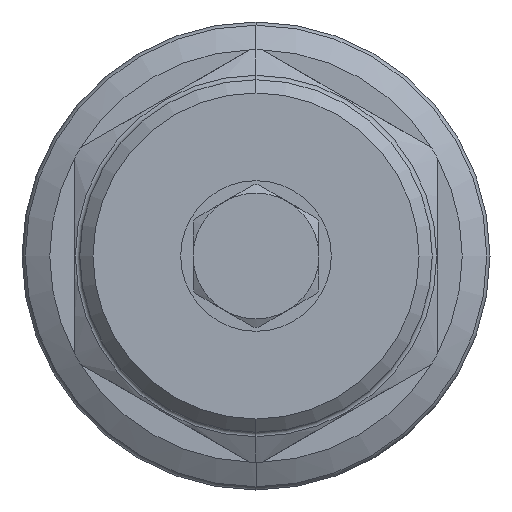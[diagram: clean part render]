
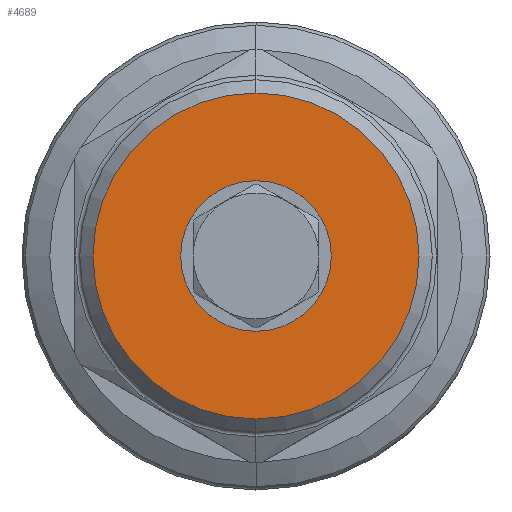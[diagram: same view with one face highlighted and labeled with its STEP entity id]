
A CAD part, left-side view. The second image highlights one B-rep face of the part: STEP entity #4689.
In plain terms, the highlighted planar face has unit normal (-1, 0, 0).
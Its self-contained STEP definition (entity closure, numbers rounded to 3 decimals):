
#32 = CARTESIAN_POINT ( 'NONE',  ( -20., 0., -18.5 ) ) ;
#127 = VERTEX_POINT ( 'NONE', #32 ) ;
#609 = AXIS2_PLACEMENT_3D ( 'NONE', #1476, #1662, #1566 ) ;
#637 = EDGE_CURVE ( 'NONE', #7548, #8129, #8285, .T. ) ;
#639 = EDGE_CURVE ( 'NONE', #127, #5378, #8286, .T. ) ;
#823 = AXIS2_PLACEMENT_3D ( 'NONE', #6886, #6950, #7245 ) ;
#1056 = AXIS2_PLACEMENT_3D ( 'NONE', #1525, #1594, #1591 ) ;
#1067 = EDGE_CURVE ( 'NONE', #8129, #7548, #1993, .T. ) ;
#1238 = EDGE_CURVE ( 'NONE', #5378, #127, #5899, .T. ) ;
#1476 = CARTESIAN_POINT ( 'NONE',  ( -20., 0., 0. ) ) ;
#1525 = CARTESIAN_POINT ( 'NONE',  ( -20., 0., 0. ) ) ;
#1566 = DIRECTION ( 'NONE',  ( 0., 0., 1. ) ) ;
#1591 = DIRECTION ( 'NONE',  ( 0., 0., 1. ) ) ;
#1594 = DIRECTION ( 'NONE',  ( -1., 0., 0. ) ) ;
#1662 = DIRECTION ( 'NONE',  ( -1., 0., 0. ) ) ;
#1993 = CIRCLE ( 'NONE', #823, 8.55 ) ;
#4414 = AXIS2_PLACEMENT_3D ( 'NONE', #9584, #9581, #9588 ) ;
#4476 = AXIS2_PLACEMENT_3D ( 'NONE', #8676, #8677, #8678 ) ;
#4689 = ADVANCED_FACE ( 'NONE', ( #6167, #6206 ), #9586, .T. ) ;
#5378 = VERTEX_POINT ( 'NONE', #6607 ) ;
#5899 = CIRCLE ( 'NONE', #4476, 18.5 ) ;
#6167 = FACE_OUTER_BOUND ( 'NONE', #7453, .T. ) ;
#6206 = FACE_BOUND ( 'NONE', #8108, .T. ) ;
#6607 = CARTESIAN_POINT ( 'NONE',  ( -20., 0., 18.5 ) ) ;
#6693 = CARTESIAN_POINT ( 'NONE',  ( -20., 0., 8.55 ) ) ;
#6753 = CARTESIAN_POINT ( 'NONE',  ( -20., 0., -8.55 ) ) ;
#6886 = CARTESIAN_POINT ( 'NONE',  ( -20., 0., 0. ) ) ;
#6950 = DIRECTION ( 'NONE',  ( -1., 0., 0. ) ) ;
#7245 = DIRECTION ( 'NONE',  ( 0., 0., 1. ) ) ;
#7453 = EDGE_LOOP ( 'NONE', ( #8486, #7682 ) ) ;
#7477 = ORIENTED_EDGE ( 'NONE', *, *, #637, .F. ) ;
#7548 = VERTEX_POINT ( 'NONE', #6693 ) ;
#7590 = ORIENTED_EDGE ( 'NONE', *, *, #1067, .F. ) ;
#7682 = ORIENTED_EDGE ( 'NONE', *, *, #1238, .T. ) ;
#8108 = EDGE_LOOP ( 'NONE', ( #7477, #7590 ) ) ;
#8129 = VERTEX_POINT ( 'NONE', #6753 ) ;
#8285 = CIRCLE ( 'NONE', #1056, 8.55 ) ;
#8286 = CIRCLE ( 'NONE', #609, 18.5 ) ;
#8486 = ORIENTED_EDGE ( 'NONE', *, *, #639, .T. ) ;
#8676 = CARTESIAN_POINT ( 'NONE',  ( -20., 0., 0. ) ) ;
#8677 = DIRECTION ( 'NONE',  ( -1., 0., 0. ) ) ;
#8678 = DIRECTION ( 'NONE',  ( 0., 0., 1. ) ) ;
#9581 = DIRECTION ( 'NONE',  ( -1., 0., 0. ) ) ;
#9584 = CARTESIAN_POINT ( 'NONE',  ( -20., 0., 0. ) ) ;
#9586 = PLANE ( 'NONE',  #4414 ) ;
#9588 = DIRECTION ( 'NONE',  ( 0., 0., 1. ) ) ;
